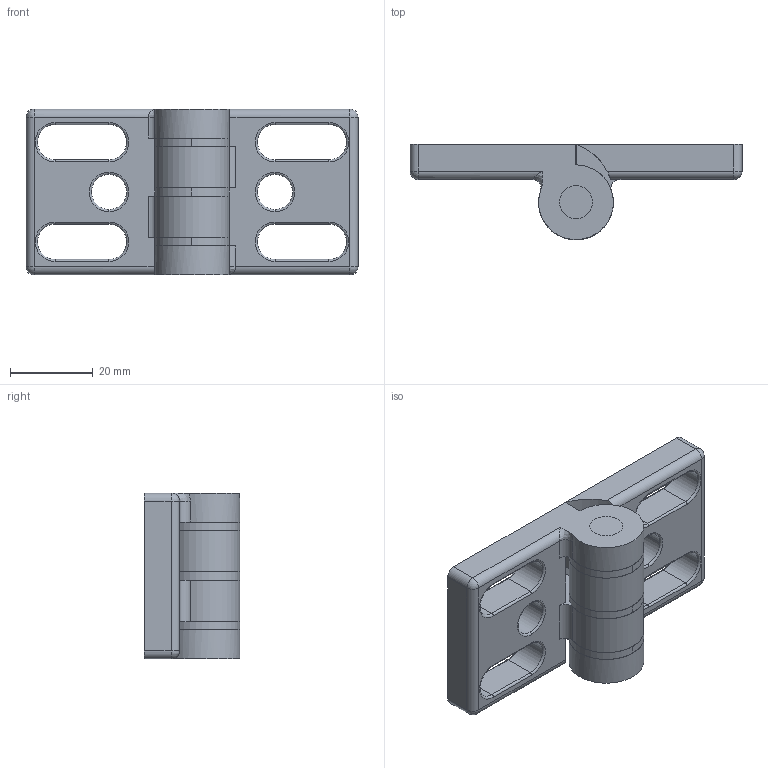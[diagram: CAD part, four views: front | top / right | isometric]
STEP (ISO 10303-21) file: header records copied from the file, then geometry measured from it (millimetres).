
FILE_DESCRIPTION((''),'2;1');
FILE_NAME('SZ0719S.stp','2009-07-27T13:44:51',(''),(''),'Mechanical Desktop 2007','Mechanical Desktop 2007',', , ');
FILE_SCHEMA(('CONFIG_CONTROL_DESIGN'));
Length unit declared in the file: millimetre
Products named in the file (2): SZ0719SA; SZ0719S
Assembly tree (1 placements, depth 2):
  SZ0719SA
    SZ0719S
Bounding box: 80 x 23 x 40 mm (x, y, z)
Volume: 27831.2 mm3; surface area: 15832.2 mm2
Topology: 6 solids, 6 shells, 138 faces, 340 edges, 210 vertices
Faces by surface type: cylinder 72, plane 36, torus 24, sphere 4, bspline 2
Entity records: 4417 total; most frequent: CARTESIAN_POINT 886, DIRECTION 788, ORIENTED_EDGE 672, EDGE_CURVE 336, AXIS2_PLACEMENT_3D 322, VERTEX_POINT 210, CIRCLE 184, EDGE_LOOP 164
